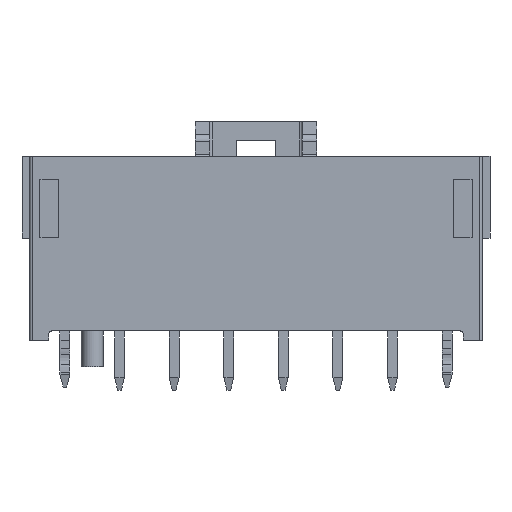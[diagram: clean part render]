
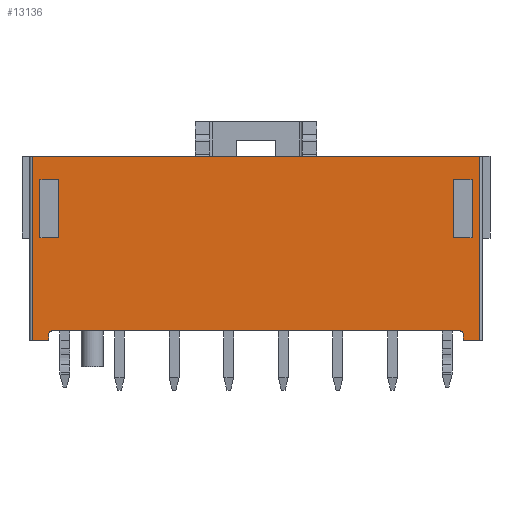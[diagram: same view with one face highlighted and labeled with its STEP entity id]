
A CAD part, front view. The second image highlights one B-rep face of the part: STEP entity #13136.
In plain terms, the highlighted planar face has unit normal (0, -1, 0).
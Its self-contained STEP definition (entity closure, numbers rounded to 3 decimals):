
#1=DIRECTION('',(0.,0.,-1.));
#2=VECTOR('',#1,11.8);
#3=CARTESIAN_POINT('',(-14.35,-5.,5.9));
#4=LINE('',#3,#2);
#5=DIRECTION('',(1.,0.,0.));
#6=VECTOR('',#5,28.7);
#7=CARTESIAN_POINT('',(-14.35,-5.,5.9));
#8=LINE('',#7,#6);
#9=DIRECTION('',(0.,0.,1.));
#10=VECTOR('',#9,11.8);
#11=CARTESIAN_POINT('',(14.35,-5.,-5.9));
#12=LINE('',#11,#10);
#13=DIRECTION('',(-1.,0.,0.));
#14=VECTOR('',#13,1.05);
#15=CARTESIAN_POINT('',(14.35,-5.,-5.9));
#16=LINE('',#15,#14);
#17=DIRECTION('',(0.,0.,1.));
#18=VECTOR('',#17,0.35);
#19=CARTESIAN_POINT('',(13.3,-5.,-5.9));
#20=LINE('',#19,#18);
#21=CARTESIAN_POINT('',(13.05,-5.,-5.55));
#22=DIRECTION('',(0.,1.,0.));
#23=DIRECTION('',(0.,0.,1.));
#24=AXIS2_PLACEMENT_3D('',#21,#22,#23);
#26=DIRECTION('',(1.,0.,0.));
#27=VECTOR('',#26,26.1);
#28=CARTESIAN_POINT('',(-13.05,-5.,-5.3));
#29=LINE('',#28,#27);
#30=CARTESIAN_POINT('',(-13.05,-5.,-5.55));
#31=DIRECTION('',(0.,1.,0.));
#32=DIRECTION('',(-1.,0.,0.));
#33=AXIS2_PLACEMENT_3D('',#30,#31,#32);
#35=DIRECTION('',(0.,0.,1.));
#36=VECTOR('',#35,0.35);
#37=CARTESIAN_POINT('',(-13.3,-5.,-5.9));
#38=LINE('',#37,#36);
#39=DIRECTION('',(-1.,0.,0.));
#40=VECTOR('',#39,1.05);
#41=CARTESIAN_POINT('',(-13.3,-5.,-5.9));
#42=LINE('',#41,#40);
#43=DIRECTION('',(0.,0.,-1.));
#44=VECTOR('',#43,3.74);
#45=CARTESIAN_POINT('',(-13.85,-5.,4.4));
#46=LINE('',#45,#44);
#47=DIRECTION('',(1.,0.,0.));
#48=VECTOR('',#47,1.2);
#49=CARTESIAN_POINT('',(-13.85,-5.,0.66));
#50=LINE('',#49,#48);
#51=DIRECTION('',(0.,0.,1.));
#52=VECTOR('',#51,3.74);
#53=CARTESIAN_POINT('',(-12.65,-5.,0.66));
#54=LINE('',#53,#52);
#55=DIRECTION('',(-1.,0.,0.));
#56=VECTOR('',#55,1.2);
#57=CARTESIAN_POINT('',(-12.65,-5.,4.4));
#58=LINE('',#57,#56);
#59=DIRECTION('',(-1.,0.,0.));
#60=VECTOR('',#59,1.2);
#61=CARTESIAN_POINT('',(13.85,-5.,4.4));
#62=LINE('',#61,#60);
#63=DIRECTION('',(0.,0.,-1.));
#64=VECTOR('',#63,3.74);
#65=CARTESIAN_POINT('',(12.65,-5.,4.4));
#66=LINE('',#65,#64);
#67=DIRECTION('',(1.,0.,0.));
#68=VECTOR('',#67,1.2);
#69=CARTESIAN_POINT('',(12.65,-5.,0.66));
#70=LINE('',#69,#68);
#71=DIRECTION('',(0.,0.,1.));
#72=VECTOR('',#71,3.74);
#73=CARTESIAN_POINT('',(13.85,-5.,0.66));
#74=LINE('',#73,#72);
#10043=CARTESIAN_POINT('',(-13.3,-5.,-5.9));
#10044=CARTESIAN_POINT('',(-13.3,-5.,-5.55));
#10045=VERTEX_POINT('',#10043);
#10046=VERTEX_POINT('',#10044);
#10047=CARTESIAN_POINT('',(-13.05,-5.,-5.3));
#10048=VERTEX_POINT('',#10047);
#10049=CARTESIAN_POINT('',(13.05,-5.,-5.3));
#10050=VERTEX_POINT('',#10049);
#10051=CARTESIAN_POINT('',(13.3,-5.,-5.55));
#10052=VERTEX_POINT('',#10051);
#10053=CARTESIAN_POINT('',(13.3,-5.,-5.9));
#10054=VERTEX_POINT('',#10053);
#11300=CARTESIAN_POINT('',(-14.35,-5.,-5.9));
#11302=VERTEX_POINT('',#11300);
#11306=CARTESIAN_POINT('',(-14.35,-5.,5.9));
#11307=VERTEX_POINT('',#11306);
#11316=CARTESIAN_POINT('',(14.35,-5.,5.9));
#11318=VERTEX_POINT('',#11316);
#11322=CARTESIAN_POINT('',(14.35,-5.,-5.9));
#11323=VERTEX_POINT('',#11322);
#13073=CARTESIAN_POINT('',(-13.85,-5.,4.4));
#13074=CARTESIAN_POINT('',(-13.85,-5.,0.66));
#13075=VERTEX_POINT('',#13073);
#13076=VERTEX_POINT('',#13074);
#13077=CARTESIAN_POINT('',(-12.65,-5.,0.66));
#13078=VERTEX_POINT('',#13077);
#13079=CARTESIAN_POINT('',(-12.65,-5.,4.4));
#13080=VERTEX_POINT('',#13079);
#13081=CARTESIAN_POINT('',(13.85,-5.,4.4));
#13082=CARTESIAN_POINT('',(12.65,-5.,4.4));
#13083=VERTEX_POINT('',#13081);
#13084=VERTEX_POINT('',#13082);
#13085=CARTESIAN_POINT('',(12.65,-5.,0.66));
#13086=VERTEX_POINT('',#13085);
#13087=CARTESIAN_POINT('',(13.85,-5.,0.66));
#13088=VERTEX_POINT('',#13087);
#13089=CARTESIAN_POINT('',(0.,-5.,0.));
#13090=DIRECTION('',(0.,1.,0.));
#13091=DIRECTION('',(1.,0.,0.));
#13092=AXIS2_PLACEMENT_3D('',#13089,#13090,#13091);
#13093=PLANE('',#13092);
#13095=ORIENTED_EDGE('',*,*,#13094,.F.);
#13097=ORIENTED_EDGE('',*,*,#13096,.T.);
#13099=ORIENTED_EDGE('',*,*,#13098,.F.);
#13101=ORIENTED_EDGE('',*,*,#13100,.T.);
#13103=ORIENTED_EDGE('',*,*,#13102,.T.);
#13105=ORIENTED_EDGE('',*,*,#13104,.F.);
#13107=ORIENTED_EDGE('',*,*,#13106,.F.);
#13109=ORIENTED_EDGE('',*,*,#13108,.F.);
#13111=ORIENTED_EDGE('',*,*,#13110,.F.);
#13113=ORIENTED_EDGE('',*,*,#13112,.T.);
#13114=EDGE_LOOP('',(#13095,#13097,#13099,#13101,#13103,#13105,#13107,#13109,
#13111,#13113));
#13115=FACE_OUTER_BOUND('',#13114,.F.);
#13117=ORIENTED_EDGE('',*,*,#13116,.T.);
#13119=ORIENTED_EDGE('',*,*,#13118,.T.);
#13121=ORIENTED_EDGE('',*,*,#13120,.T.);
#13123=ORIENTED_EDGE('',*,*,#13122,.T.);
#13124=EDGE_LOOP('',(#13117,#13119,#13121,#13123));
#13125=FACE_BOUND('',#13124,.F.);
#13127=ORIENTED_EDGE('',*,*,#13126,.T.);
#13129=ORIENTED_EDGE('',*,*,#13128,.T.);
#13131=ORIENTED_EDGE('',*,*,#13130,.T.);
#13133=ORIENTED_EDGE('',*,*,#13132,.T.);
#13134=EDGE_LOOP('',(#13127,#13129,#13131,#13133));
#13135=FACE_BOUND('',#13134,.F.);
#13136=ADVANCED_FACE('',(#13115,#13125,#13135),#13093,.F.);
#25=CIRCLE('',#24,0.25);
#34=CIRCLE('',#33,0.25);
#13094=EDGE_CURVE('',#11307,#11302,#4,.T.);
#13096=EDGE_CURVE('',#11307,#11318,#8,.T.);
#13098=EDGE_CURVE('',#11323,#11318,#12,.T.);
#13100=EDGE_CURVE('',#11323,#10054,#16,.T.);
#13102=EDGE_CURVE('',#10054,#10052,#20,.T.);
#13104=EDGE_CURVE('',#10050,#10052,#25,.T.);
#13106=EDGE_CURVE('',#10048,#10050,#29,.T.);
#13108=EDGE_CURVE('',#10046,#10048,#34,.T.);
#13110=EDGE_CURVE('',#10045,#10046,#38,.T.);
#13112=EDGE_CURVE('',#10045,#11302,#42,.T.);
#13116=EDGE_CURVE('',#13075,#13076,#46,.T.);
#13118=EDGE_CURVE('',#13076,#13078,#50,.T.);
#13120=EDGE_CURVE('',#13078,#13080,#54,.T.);
#13122=EDGE_CURVE('',#13080,#13075,#58,.T.);
#13126=EDGE_CURVE('',#13083,#13084,#62,.T.);
#13128=EDGE_CURVE('',#13084,#13086,#66,.T.);
#13130=EDGE_CURVE('',#13086,#13088,#70,.T.);
#13132=EDGE_CURVE('',#13088,#13083,#74,.T.);
